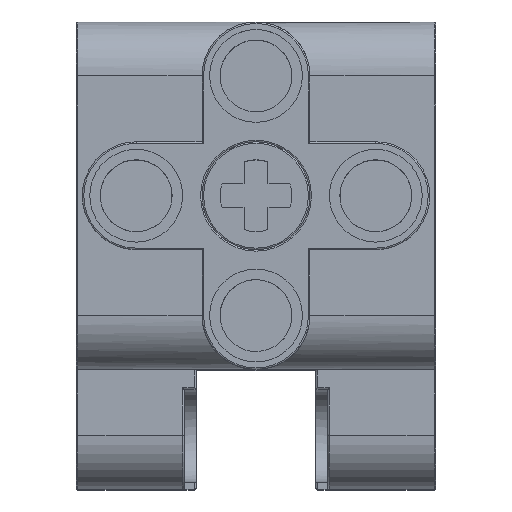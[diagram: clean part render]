
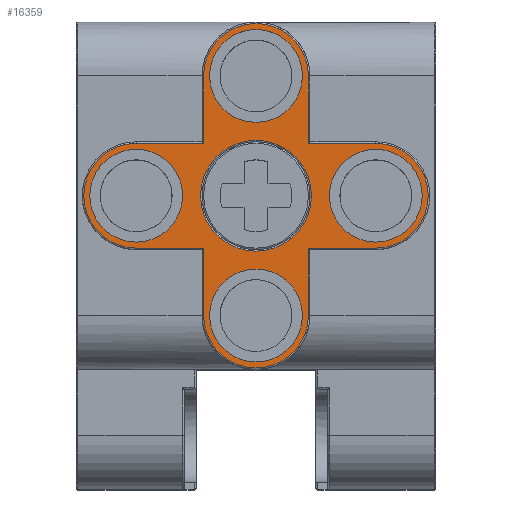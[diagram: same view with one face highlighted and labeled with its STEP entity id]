
A CAD part, top view. The second image highlights one B-rep face of the part: STEP entity #16359.
In plain terms, the highlighted planar face has unit normal (0, 0, 1).
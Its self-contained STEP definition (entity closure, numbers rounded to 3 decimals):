
#433=FACE_BOUND('',#5892,.T.);
#434=FACE_BOUND('',#5893,.T.);
#435=FACE_BOUND('',#5894,.T.);
#436=FACE_BOUND('',#5895,.T.);
#437=FACE_BOUND('',#5896,.T.);
#711=PLANE('',#18195);
#1975=LINE('',#28330,#3317);
#1976=LINE('',#28334,#3318);
#1977=LINE('',#28336,#3319);
#1978=LINE('',#28340,#3320);
#1979=LINE('',#28342,#3321);
#1980=LINE('',#28346,#3322);
#1981=LINE('',#28348,#3323);
#1982=LINE('',#28351,#3324);
#3317=VECTOR('',#22906,4.5);
#3318=VECTOR('',#22909,4.5);
#3319=VECTOR('',#22910,4.5);
#3320=VECTOR('',#22913,4.5);
#3321=VECTOR('',#22914,4.5);
#3322=VECTOR('',#22917,4.5);
#3323=VECTOR('',#22918,4.5);
#3324=VECTOR('',#22921,4.5);
#4791=FACE_OUTER_BOUND('',#5891,.T.);
#5891=EDGE_LOOP('',(#14404,#14405,#14406,#14407,#14408,#14409,#14410,#14411,
#14412,#14413,#14414,#14415));
#5892=EDGE_LOOP('',(#14416));
#5893=EDGE_LOOP('',(#14417));
#5894=EDGE_LOOP('',(#14418));
#5895=EDGE_LOOP('',(#14419));
#5896=EDGE_LOOP('',(#14420));
#6891=CIRCLE('',#18194,3.7);
#6892=CIRCLE('',#18196,3.5);
#6893=CIRCLE('',#18197,3.5);
#6894=CIRCLE('',#18198,3.5);
#6895=CIRCLE('',#18199,3.5);
#6896=CIRCLE('',#18200,3.1);
#6897=CIRCLE('',#18201,3.1);
#6898=CIRCLE('',#18202,3.1);
#6899=CIRCLE('',#18203,3.1);
#8269=VERTEX_POINT('',#28325);
#8270=VERTEX_POINT('',#28328);
#8271=VERTEX_POINT('',#28329);
#8272=VERTEX_POINT('',#28331);
#8273=VERTEX_POINT('',#28333);
#8274=VERTEX_POINT('',#28335);
#8275=VERTEX_POINT('',#28337);
#8276=VERTEX_POINT('',#28339);
#8277=VERTEX_POINT('',#28341);
#8278=VERTEX_POINT('',#28343);
#8279=VERTEX_POINT('',#28345);
#8280=VERTEX_POINT('',#28347);
#8281=VERTEX_POINT('',#28349);
#8282=VERTEX_POINT('',#28352);
#8283=VERTEX_POINT('',#28354);
#8284=VERTEX_POINT('',#28356);
#8285=VERTEX_POINT('',#28358);
#10423=EDGE_CURVE('',#8269,#8269,#6891,.T.);
#10424=EDGE_CURVE('',#8270,#8271,#1975,.T.);
#10425=EDGE_CURVE('',#8272,#8270,#6892,.T.);
#10426=EDGE_CURVE('',#8273,#8272,#1976,.T.);
#10427=EDGE_CURVE('',#8274,#8273,#1977,.T.);
#10428=EDGE_CURVE('',#8275,#8274,#6893,.T.);
#10429=EDGE_CURVE('',#8276,#8275,#1978,.T.);
#10430=EDGE_CURVE('',#8277,#8276,#1979,.T.);
#10431=EDGE_CURVE('',#8278,#8277,#6894,.T.);
#10432=EDGE_CURVE('',#8279,#8278,#1980,.T.);
#10433=EDGE_CURVE('',#8280,#8279,#1981,.T.);
#10434=EDGE_CURVE('',#8281,#8280,#6895,.T.);
#10435=EDGE_CURVE('',#8271,#8281,#1982,.T.);
#10436=EDGE_CURVE('',#8282,#8282,#6896,.T.);
#10437=EDGE_CURVE('',#8283,#8283,#6897,.T.);
#10438=EDGE_CURVE('',#8284,#8284,#6898,.T.);
#10439=EDGE_CURVE('',#8285,#8285,#6899,.T.);
#14404=ORIENTED_EDGE('',*,*,#10424,.F.);
#14405=ORIENTED_EDGE('',*,*,#10425,.F.);
#14406=ORIENTED_EDGE('',*,*,#10426,.F.);
#14407=ORIENTED_EDGE('',*,*,#10427,.F.);
#14408=ORIENTED_EDGE('',*,*,#10428,.F.);
#14409=ORIENTED_EDGE('',*,*,#10429,.F.);
#14410=ORIENTED_EDGE('',*,*,#10430,.F.);
#14411=ORIENTED_EDGE('',*,*,#10431,.F.);
#14412=ORIENTED_EDGE('',*,*,#10432,.F.);
#14413=ORIENTED_EDGE('',*,*,#10433,.F.);
#14414=ORIENTED_EDGE('',*,*,#10434,.F.);
#14415=ORIENTED_EDGE('',*,*,#10435,.F.);
#14416=ORIENTED_EDGE('',*,*,#10436,.T.);
#14417=ORIENTED_EDGE('',*,*,#10437,.T.);
#14418=ORIENTED_EDGE('',*,*,#10438,.T.);
#14419=ORIENTED_EDGE('',*,*,#10439,.T.);
#14420=ORIENTED_EDGE('',*,*,#10423,.F.);
#16359=ADVANCED_FACE('',(#4791,#433,#434,#435,#436,#437),#711,.T.);
#18194=AXIS2_PLACEMENT_3D('',#28326,#22902,#22903);
#18195=AXIS2_PLACEMENT_3D('',#28327,#22904,#22905);
#18196=AXIS2_PLACEMENT_3D('',#28332,#22907,#22908);
#18197=AXIS2_PLACEMENT_3D('',#28338,#22911,#22912);
#18198=AXIS2_PLACEMENT_3D('',#28344,#22915,#22916);
#18199=AXIS2_PLACEMENT_3D('',#28350,#22919,#22920);
#18200=AXIS2_PLACEMENT_3D('',#28353,#22922,#22923);
#18201=AXIS2_PLACEMENT_3D('',#28355,#22924,#22925);
#18202=AXIS2_PLACEMENT_3D('',#28357,#22926,#22927);
#18203=AXIS2_PLACEMENT_3D('',#28359,#22928,#22929);
#22902=DIRECTION('center_axis',(0.,0.,1.));
#22903=DIRECTION('ref_axis',(-1.,0.,0.));
#22904=DIRECTION('center_axis',(0.,0.,1.));
#22905=DIRECTION('ref_axis',(1.,0.,0.));
#22906=DIRECTION('',(0.,1.,0.));
#22907=DIRECTION('center_axis',(0.,0.,-1.));
#22908=DIRECTION('ref_axis',(0.,-1.,0.));
#22909=DIRECTION('',(0.,-1.,0.));
#22910=DIRECTION('',(-1.,0.,0.));
#22911=DIRECTION('center_axis',(0.,0.,-1.));
#22912=DIRECTION('ref_axis',(1.,0.,0.));
#22913=DIRECTION('',(1.,0.,0.));
#22914=DIRECTION('',(0.,-1.,0.));
#22915=DIRECTION('center_axis',(0.,0.,-1.));
#22916=DIRECTION('ref_axis',(0.,1.,0.));
#22917=DIRECTION('',(0.,1.,0.));
#22918=DIRECTION('',(1.,0.,0.));
#22919=DIRECTION('center_axis',(0.,0.,-1.));
#22920=DIRECTION('ref_axis',(-1.,0.,0.));
#22921=DIRECTION('',(-1.,0.,0.));
#22922=DIRECTION('center_axis',(0.,0.,-1.));
#22923=DIRECTION('ref_axis',(-1.,0.,0.));
#22924=DIRECTION('center_axis',(0.,0.,-1.));
#22925=DIRECTION('ref_axis',(-1.,0.,0.));
#22926=DIRECTION('center_axis',(0.,0.,-1.));
#22927=DIRECTION('ref_axis',(-1.,0.,0.));
#22928=DIRECTION('center_axis',(0.,0.,-1.));
#22929=DIRECTION('ref_axis',(-1.,0.,0.));
#28325=CARTESIAN_POINT('',(3.7,0.,28.));
#28326=CARTESIAN_POINT('Origin',(0.,0.,28.));
#28327=CARTESIAN_POINT('Origin',(0.,0.,
28.));
#28328=CARTESIAN_POINT('',(-3.5,-8.,28.));
#28329=CARTESIAN_POINT('',(-3.5,-3.5,28.));
#28330=CARTESIAN_POINT('',(-3.5,-4.,28.));
#28331=CARTESIAN_POINT('',(3.5,-8.,28.));
#28332=CARTESIAN_POINT('Origin',(0.,-8.,28.));
#28333=CARTESIAN_POINT('',(3.5,-3.5,28.));
#28334=CARTESIAN_POINT('',(3.5,-1.8,28.));
#28335=CARTESIAN_POINT('',(8.,-3.5,28.));
#28336=CARTESIAN_POINT('',(4.,-3.5,28.));
#28337=CARTESIAN_POINT('',(8.,3.5,28.));
#28338=CARTESIAN_POINT('Origin',(8.,0.,28.));
#28339=CARTESIAN_POINT('',(3.5,3.5,28.));
#28340=CARTESIAN_POINT('',(1.8,3.5,28.));
#28341=CARTESIAN_POINT('',(3.5,8.,28.));
#28342=CARTESIAN_POINT('',(3.5,4.,28.));
#28343=CARTESIAN_POINT('',(-3.5,8.,28.));
#28344=CARTESIAN_POINT('Origin',(0.,8.,28.));
#28345=CARTESIAN_POINT('',(-3.5,3.5,28.));
#28346=CARTESIAN_POINT('',(-3.5,1.8,28.));
#28347=CARTESIAN_POINT('',(-8.,3.5,28.));
#28348=CARTESIAN_POINT('',(-4.,3.5,28.));
#28349=CARTESIAN_POINT('',(-8.,-3.5,28.));
#28350=CARTESIAN_POINT('Origin',(-8.,0.,28.));
#28351=CARTESIAN_POINT('',(-1.8,-3.5,28.));
#28352=CARTESIAN_POINT('',(-4.9,0.,28.));
#28353=CARTESIAN_POINT('Origin',(-8.,0.,28.));
#28354=CARTESIAN_POINT('',(3.1,8.,28.));
#28355=CARTESIAN_POINT('Origin',(0.,8.,28.));
#28356=CARTESIAN_POINT('',(3.1,-8.,28.));
#28357=CARTESIAN_POINT('Origin',(0.,-8.,28.));
#28358=CARTESIAN_POINT('',(11.1,0.,28.));
#28359=CARTESIAN_POINT('Origin',(8.,0.,28.));
